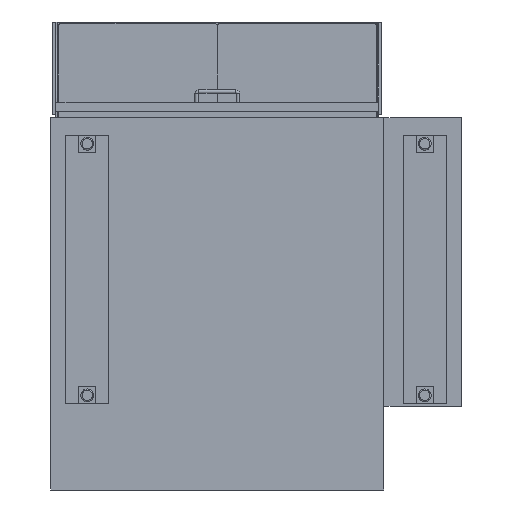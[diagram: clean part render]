
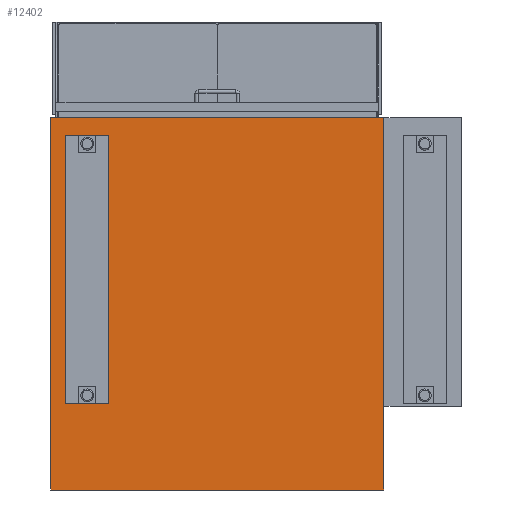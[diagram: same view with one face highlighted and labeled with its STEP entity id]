
A CAD part, front view. The second image highlights one B-rep face of the part: STEP entity #12402.
In plain terms, the highlighted planar face has unit normal (0, -1, 0).
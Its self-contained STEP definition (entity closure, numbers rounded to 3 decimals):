
#709=FACE_OUTER_BOUND('',#1466,.T.);
#1466=EDGE_LOOP('',(#8210,#8211,#8212,#8213));
#2260=LINE('',#18161,#3700);
#2261=LINE('',#18164,#3701);
#2262=LINE('',#18166,#3702);
#2263=LINE('',#18167,#3703);
#3700=VECTOR('',#14450,10.);
#3701=VECTOR('',#14453,10.);
#3702=VECTOR('',#14454,10.);
#3703=VECTOR('',#14455,10.);
#5126=VERTEX_POINT('',#18157);
#5127=VERTEX_POINT('',#18159);
#5128=VERTEX_POINT('',#18163);
#5129=VERTEX_POINT('',#18165);
#6372=EDGE_CURVE('',#5126,#5127,#2260,.T.);
#6373=EDGE_CURVE('',#5128,#5126,#2261,.T.);
#6374=EDGE_CURVE('',#5129,#5127,#2262,.T.);
#6375=EDGE_CURVE('',#5128,#5129,#2263,.T.);
#8210=ORIENTED_EDGE('',*,*,#6373,.T.);
#8211=ORIENTED_EDGE('',*,*,#6372,.T.);
#8212=ORIENTED_EDGE('',*,*,#6374,.F.);
#8213=ORIENTED_EDGE('',*,*,#6375,.F.);
#11774=PLANE('',#13265);
#12402=ADVANCED_FACE('',(#709),#11774,.T.);
#13265=AXIS2_PLACEMENT_3D('',#18162,#14451,#14452);
#14450=DIRECTION('',(1.,0.,0.));
#14451=DIRECTION('center_axis',(0.,-1.,0.));
#14452=DIRECTION('ref_axis',(0.,0.,-1.));
#14453=DIRECTION('',(0.,0.,-1.));
#14454=DIRECTION('',(0.,0.,-1.));
#14455=DIRECTION('',(1.,0.,0.));
#18157=CARTESIAN_POINT('',(0.,-270.,-432.5));
#18159=CARTESIAN_POINT('',(775.,-270.,-432.5));
#18161=CARTESIAN_POINT('',(0.,-270.,-432.5));
#18162=CARTESIAN_POINT('Origin',(0.,-270.,432.5));
#18163=CARTESIAN_POINT('',(0.,-270.,432.5));
#18164=CARTESIAN_POINT('',(0.,-270.,432.5));
#18165=CARTESIAN_POINT('',(775.,-270.,432.5));
#18166=CARTESIAN_POINT('',(775.,-270.,432.5));
#18167=CARTESIAN_POINT('',(0.,-270.,432.5));
